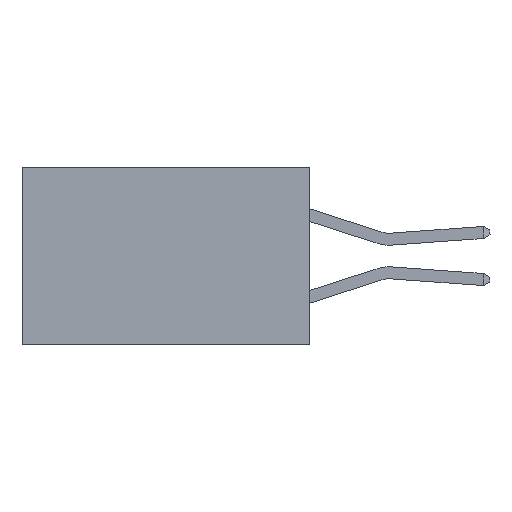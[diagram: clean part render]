
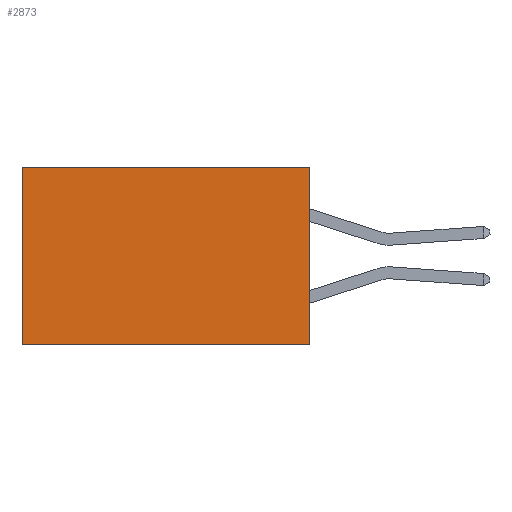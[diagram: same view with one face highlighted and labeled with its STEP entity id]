
A CAD part, left-side view. The second image highlights one B-rep face of the part: STEP entity #2873.
In plain terms, the highlighted planar face has unit normal (-1, 0, 0).
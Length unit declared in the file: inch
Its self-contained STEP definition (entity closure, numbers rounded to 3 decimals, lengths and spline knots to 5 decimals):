
#274 = FACE_OUTER_BOUND ( 'NONE', #16857, .T. ) ;
#1891 = ORIENTED_EDGE ( 'NONE', *, *, #21127, .F. ) ;
#2676 = VECTOR ( 'NONE', #20096, 39.37008 ) ;
#2873 = ADVANCED_FACE ( 'NONE', ( #274 ), #9930, .F. ) ;
#3954 = DIRECTION ( 'NONE',  ( 1., 0., 0. ) ) ;
#4129 = VERTEX_POINT ( 'NONE', #19383 ) ;
#4930 = EDGE_CURVE ( 'NONE', #6916, #17730, #7195, .T. ) ;
#5143 = ORIENTED_EDGE ( 'NONE', *, *, #4930, .F. ) ;
#5637 = ORIENTED_EDGE ( 'NONE', *, *, #20099, .T. ) ;
#6054 = VECTOR ( 'NONE', #12389, 39.37008 ) ;
#6218 = CARTESIAN_POINT ( 'NONE',  ( 0.298, 0., -0.37 ) ) ;
#6703 = CARTESIAN_POINT ( 'NONE',  ( 0.298, 0.6, 0. ) ) ;
#6916 = VERTEX_POINT ( 'NONE', #18856 ) ;
#7195 = LINE ( 'NONE', #20530, #2676 ) ;
#7869 = EDGE_CURVE ( 'NONE', #4129, #17599, #14820, .T. ) ;
#9408 = ORIENTED_EDGE ( 'NONE', *, *, #7869, .T. ) ;
#9930 = PLANE ( 'NONE',  #14818 ) ;
#10399 = DIRECTION ( 'NONE',  ( 0., 1., 0. ) ) ;
#11178 = DIRECTION ( 'NONE',  ( 0., 1., 0. ) ) ;
#12101 = LINE ( 'NONE', #20223, #20772 ) ;
#12389 = DIRECTION ( 'NONE',  ( 0., 0., -1. ) ) ;
#13552 = CARTESIAN_POINT ( 'NONE',  ( 0.298, 0., 0. ) ) ;
#13789 = CARTESIAN_POINT ( 'NONE',  ( 0.298, 0.6, -0.37 ) ) ;
#14818 = AXIS2_PLACEMENT_3D ( 'NONE', #13552, #3954, #16348 ) ;
#14820 = LINE ( 'NONE', #6703, #6054 ) ;
#15771 = CARTESIAN_POINT ( 'NONE',  ( 0.298, 0., -0.37 ) ) ;
#16348 = DIRECTION ( 'NONE',  ( 0., 0., -1. ) ) ;
#16857 = EDGE_LOOP ( 'NONE', ( #9408, #1891, #5143, #5637 ) ) ;
#17599 = VERTEX_POINT ( 'NONE', #13789 ) ;
#17685 = LINE ( 'NONE', #6218, #21412 ) ;
#17730 = VERTEX_POINT ( 'NONE', #15771 ) ;
#18856 = CARTESIAN_POINT ( 'NONE',  ( 0.298, 0., 0. ) ) ;
#19383 = CARTESIAN_POINT ( 'NONE',  ( 0.298, 0.6, 0. ) ) ;
#20096 = DIRECTION ( 'NONE',  ( 0., 0., -1. ) ) ;
#20099 = EDGE_CURVE ( 'NONE', #6916, #4129, #12101, .T. ) ;
#20223 = CARTESIAN_POINT ( 'NONE',  ( 0.298, 0., 0. ) ) ;
#20530 = CARTESIAN_POINT ( 'NONE',  ( 0.298, 0., 0. ) ) ;
#20772 = VECTOR ( 'NONE', #10399, 39.37008 ) ;
#21127 = EDGE_CURVE ( 'NONE', #17730, #17599, #17685, .T. ) ;
#21412 = VECTOR ( 'NONE', #11178, 39.37008 ) ;
